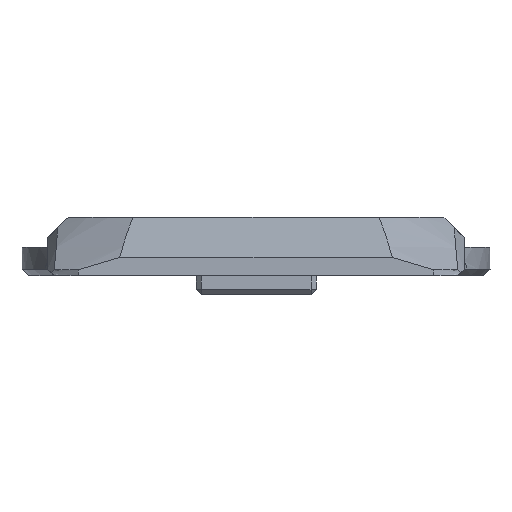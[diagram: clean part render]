
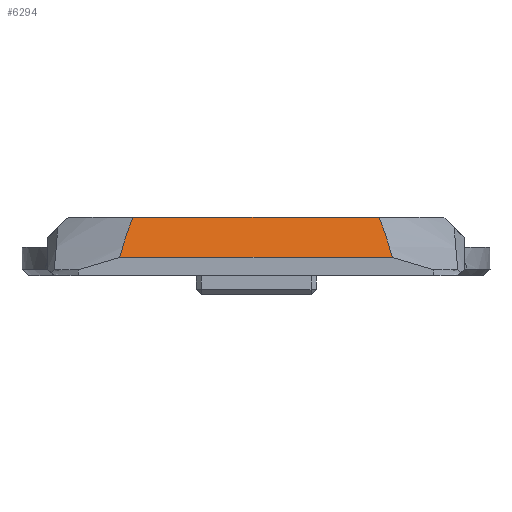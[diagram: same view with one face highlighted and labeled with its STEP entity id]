
A CAD part, front view. The second image highlights one B-rep face of the part: STEP entity #6294.
In plain terms, the highlighted planar face has unit normal (0, -0.484, 0.875).
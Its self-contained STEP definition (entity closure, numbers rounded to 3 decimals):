
#265=ELLIPSE('',#6557,48.775,12.186);
#266=ELLIPSE('',#6561,48.775,12.186);
#813=FACE_OUTER_BOUND('',#1196,.T.);
#1196=EDGE_LOOP('',(#5430,#5431,#5432,#5433));
#1396=LINE('',#11080,#1701);
#1411=LINE('',#11686,#1716);
#1701=VECTOR('',#7229,1000.);
#1716=VECTOR('',#7346,1000.);
#2609=VERTEX_POINT('',#10994);
#2610=VERTEX_POINT('',#10995);
#2615=VERTEX_POINT('',#11016);
#2616=VERTEX_POINT('',#11017);
#3321=EDGE_CURVE('',#2609,#2610,#265,.F.);
#3327=EDGE_CURVE('',#2615,#2616,#266,.F.);
#3347=EDGE_CURVE('',#2615,#2610,#1396,.T.);
#3441=EDGE_CURVE('',#2609,#2616,#1411,.T.);
#5430=ORIENTED_EDGE('',*,*,#3321,.T.);
#5431=ORIENTED_EDGE('',*,*,#3347,.F.);
#5432=ORIENTED_EDGE('',*,*,#3327,.T.);
#5433=ORIENTED_EDGE('',*,*,#3441,.F.);
#5970=PLANE('',#6737);
#6294=ADVANCED_FACE('',(#813),#5970,.F.);
#6557=AXIS2_PLACEMENT_3D('',#10996,#7190,#7191);
#6561=AXIS2_PLACEMENT_3D('',#11018,#7198,#7199);
#6737=AXIS2_PLACEMENT_3D('',#22737,#7620,#7621);
#7190=DIRECTION('center_axis',(0.,0.484,
-0.875));
#7191=DIRECTION('ref_axis',(0.,-0.875,-0.484));
#7198=DIRECTION('center_axis',(0.,0.484,
-0.875));
#7199=DIRECTION('ref_axis',(0.,-0.875,-0.484));
#7229=DIRECTION('',(1.,0.,0.));
#7346=DIRECTION('',(-1.,0.,0.));
#7620=DIRECTION('center_axis',(0.,0.484,
-0.875));
#7621=DIRECTION('ref_axis',(0.,0.875,0.484));
#10994=CARTESIAN_POINT('',(110.776,-45.91,36.381));
#10995=CARTESIAN_POINT('',(109.739,-40.184,39.549));
#10996=CARTESIAN_POINT('Origin',(100.,-65.836,25.356));
#11016=CARTESIAN_POINT('',(90.261,-40.184,39.549));
#11017=CARTESIAN_POINT('',(89.224,-45.91,36.381));
#11018=CARTESIAN_POINT('Origin',(100.,-65.836,25.356));
#11080=CARTESIAN_POINT('',(80.,-40.184,39.549));
#11686=CARTESIAN_POINT('',(87.48,-45.91,36.381));
#22737=CARTESIAN_POINT('Origin',(80.,-45.785,36.45));
